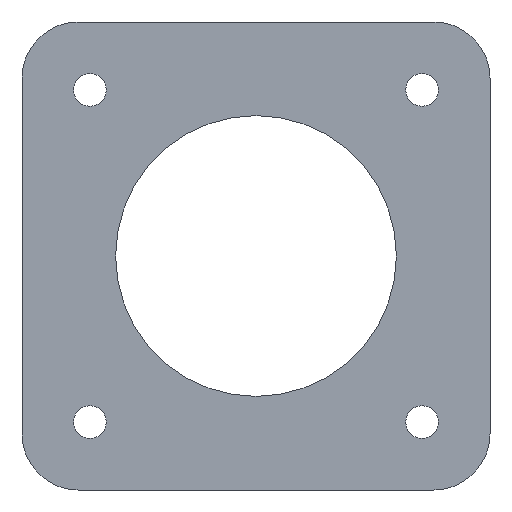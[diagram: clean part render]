
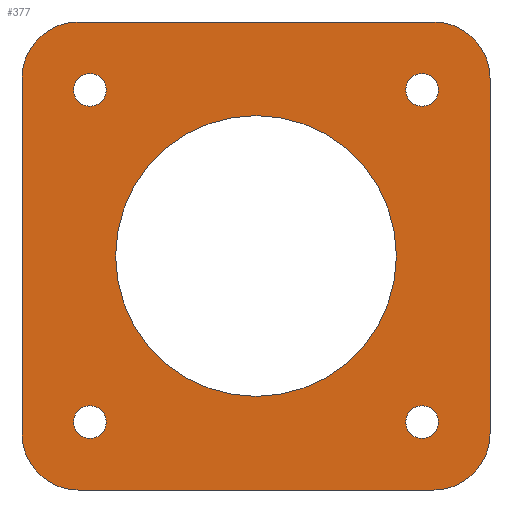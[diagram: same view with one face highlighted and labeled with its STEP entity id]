
A CAD part, front view. The second image highlights one B-rep face of the part: STEP entity #377.
In plain terms, the highlighted planar face has unit normal (0, -1, 0).
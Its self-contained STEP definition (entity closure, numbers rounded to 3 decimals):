
#15=FACE_BOUND('',#65,.T.);
#16=FACE_BOUND('',#66,.T.);
#17=FACE_BOUND('',#67,.T.);
#18=FACE_BOUND('',#68,.T.);
#19=FACE_BOUND('',#69,.T.);
#30=PLANE('',#425);
#41=FACE_OUTER_BOUND('',#64,.T.);
#64=EDGE_LOOP('',(#268,#269,#270,#271,#272,#273,#274,#275));
#65=EDGE_LOOP('',(#276));
#66=EDGE_LOOP('',(#277));
#67=EDGE_LOOP('',(#278));
#68=EDGE_LOOP('',(#279));
#69=EDGE_LOOP('',(#280));
#101=LINE('',#607,#126);
#104=LINE('',#613,#129);
#105=LINE('',#617,#130);
#106=LINE('',#621,#131);
#126=VECTOR('',#482,10.);
#129=VECTOR('',#487,10.);
#130=VECTOR('',#490,10.);
#131=VECTOR('',#493,10.);
#149=CIRCLE('',#422,12.);
#151=CIRCLE('',#426,12.);
#152=CIRCLE('',#427,12.);
#153=CIRCLE('',#428,12.);
#154=CIRCLE('',#429,3.5);
#155=CIRCLE('',#430,3.5);
#156=CIRCLE('',#431,3.5);
#157=CIRCLE('',#432,3.5);
#158=CIRCLE('',#433,30.);
#175=VERTEX_POINT('',#597);
#176=VERTEX_POINT('',#598);
#179=VERTEX_POINT('',#606);
#181=VERTEX_POINT('',#612);
#182=VERTEX_POINT('',#614);
#183=VERTEX_POINT('',#616);
#184=VERTEX_POINT('',#618);
#185=VERTEX_POINT('',#620);
#186=VERTEX_POINT('',#623);
#187=VERTEX_POINT('',#625);
#188=VERTEX_POINT('',#627);
#189=VERTEX_POINT('',#629);
#190=VERTEX_POINT('',#631);
#209=EDGE_CURVE('',#175,#176,#149,.T.);
#213=EDGE_CURVE('',#179,#176,#101,.T.);
#216=EDGE_CURVE('',#175,#181,#104,.T.);
#217=EDGE_CURVE('',#182,#181,#151,.T.);
#218=EDGE_CURVE('',#182,#183,#105,.T.);
#219=EDGE_CURVE('',#184,#183,#152,.T.);
#220=EDGE_CURVE('',#184,#185,#106,.T.);
#221=EDGE_CURVE('',#179,#185,#153,.T.);
#222=EDGE_CURVE('',#186,#186,#154,.T.);
#223=EDGE_CURVE('',#187,#187,#155,.T.);
#224=EDGE_CURVE('',#188,#188,#156,.T.);
#225=EDGE_CURVE('',#189,#189,#157,.T.);
#226=EDGE_CURVE('',#190,#190,#158,.T.);
#268=ORIENTED_EDGE('',*,*,#209,.F.);
#269=ORIENTED_EDGE('',*,*,#216,.T.);
#270=ORIENTED_EDGE('',*,*,#217,.F.);
#271=ORIENTED_EDGE('',*,*,#218,.T.);
#272=ORIENTED_EDGE('',*,*,#219,.F.);
#273=ORIENTED_EDGE('',*,*,#220,.T.);
#274=ORIENTED_EDGE('',*,*,#221,.F.);
#275=ORIENTED_EDGE('',*,*,#213,.T.);
#276=ORIENTED_EDGE('',*,*,#222,.T.);
#277=ORIENTED_EDGE('',*,*,#223,.T.);
#278=ORIENTED_EDGE('',*,*,#224,.T.);
#279=ORIENTED_EDGE('',*,*,#225,.T.);
#280=ORIENTED_EDGE('',*,*,#226,.T.);
#377=ADVANCED_FACE('',(#41,#15,#16,#17,#18,#19),#30,.F.);
#422=AXIS2_PLACEMENT_3D('',#599,#474,#475);
#425=AXIS2_PLACEMENT_3D('',#611,#485,#486);
#426=AXIS2_PLACEMENT_3D('',#615,#488,#489);
#427=AXIS2_PLACEMENT_3D('',#619,#491,#492);
#428=AXIS2_PLACEMENT_3D('',#622,#494,#495);
#429=AXIS2_PLACEMENT_3D('',#624,#496,#497);
#430=AXIS2_PLACEMENT_3D('',#626,#498,#499);
#431=AXIS2_PLACEMENT_3D('',#628,#500,#501);
#432=AXIS2_PLACEMENT_3D('',#630,#502,#503);
#433=AXIS2_PLACEMENT_3D('',#632,#504,#505);
#474=DIRECTION('center_axis',(0.,1.,0.));
#475=DIRECTION('ref_axis',(-0.707,0.,0.707));
#482=DIRECTION('',(-1.,0.,0.));
#485=DIRECTION('center_axis',(0.,1.,0.));
#486=DIRECTION('ref_axis',(0.,0.,1.));
#487=DIRECTION('',(0.,0.,-1.));
#488=DIRECTION('center_axis',(0.,1.,0.));
#489=DIRECTION('ref_axis',(-0.707,0.,-0.707));
#490=DIRECTION('',(1.,0.,0.));
#491=DIRECTION('center_axis',(0.,1.,0.));
#492=DIRECTION('ref_axis',(0.707,0.,-0.707));
#493=DIRECTION('',(0.,0.,1.));
#494=DIRECTION('center_axis',(0.,1.,0.));
#495=DIRECTION('ref_axis',(0.707,0.,0.707));
#496=DIRECTION('center_axis',(0.,1.,0.));
#497=DIRECTION('ref_axis',(-1.,0.,0.));
#498=DIRECTION('center_axis',(0.,1.,0.));
#499=DIRECTION('ref_axis',(-1.,0.,0.));
#500=DIRECTION('center_axis',(0.,1.,0.));
#501=DIRECTION('ref_axis',(-1.,0.,0.));
#502=DIRECTION('center_axis',(0.,1.,0.));
#503=DIRECTION('ref_axis',(-1.,0.,0.));
#504=DIRECTION('center_axis',(0.,1.,0.));
#505=DIRECTION('ref_axis',(1.,0.,0.));
#597=CARTESIAN_POINT('',(-50.,-15.,38.));
#598=CARTESIAN_POINT('',(-38.,-15.,50.));
#599=CARTESIAN_POINT('Origin',(-38.,-15.,38.));
#606=CARTESIAN_POINT('',(38.,-15.,50.));
#607=CARTESIAN_POINT('',(-50.,-15.,50.));
#611=CARTESIAN_POINT('Origin',(0.,-15.,0.));
#612=CARTESIAN_POINT('',(-50.,-15.,-38.));
#613=CARTESIAN_POINT('',(-50.,-15.,-50.));
#614=CARTESIAN_POINT('',(-38.,-15.,-50.));
#615=CARTESIAN_POINT('Origin',(-38.,-15.,-38.));
#616=CARTESIAN_POINT('',(38.,-15.,-50.));
#617=CARTESIAN_POINT('',(50.,-15.,-50.));
#618=CARTESIAN_POINT('',(50.,-15.,-38.));
#619=CARTESIAN_POINT('Origin',(38.,-15.,-38.));
#620=CARTESIAN_POINT('',(50.,-15.,38.));
#621=CARTESIAN_POINT('',(50.,-15.,50.));
#622=CARTESIAN_POINT('Origin',(38.,-15.,38.));
#623=CARTESIAN_POINT('',(-32.,-15.,35.5));
#624=CARTESIAN_POINT('Origin',(-35.5,-15.,35.5));
#625=CARTESIAN_POINT('',(39.,-15.,35.5));
#626=CARTESIAN_POINT('Origin',(35.5,-15.,35.5));
#627=CARTESIAN_POINT('',(39.,-15.,-35.5));
#628=CARTESIAN_POINT('Origin',(35.5,-15.,-35.5));
#629=CARTESIAN_POINT('',(-32.,-15.,-35.5));
#630=CARTESIAN_POINT('Origin',(-35.5,-15.,-35.5));
#631=CARTESIAN_POINT('',(-30.,-15.,0.));
#632=CARTESIAN_POINT('Origin',(0.,-15.,0.));
